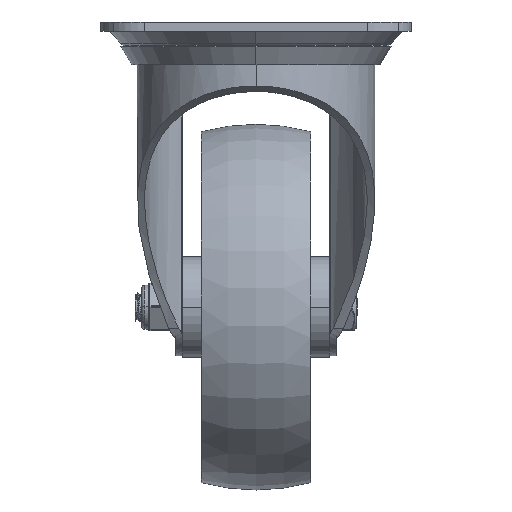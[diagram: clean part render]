
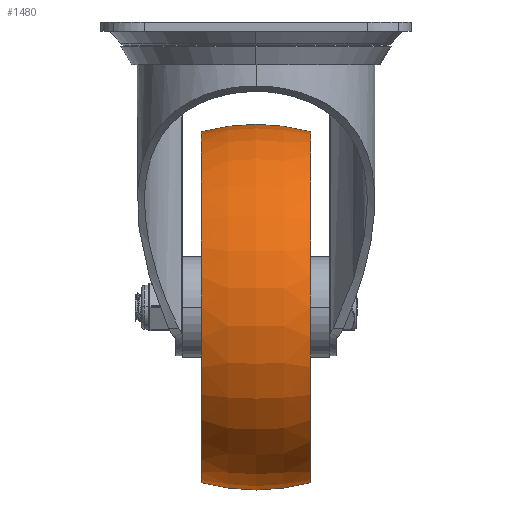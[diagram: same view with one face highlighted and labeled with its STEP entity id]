
A CAD part, left-side view. The second image highlights one B-rep face of the part: STEP entity #1480.
In plain terms, the highlighted toroidal (fillet/blend) face has major radius 7.25 mm and minor radius 57.25 mm.
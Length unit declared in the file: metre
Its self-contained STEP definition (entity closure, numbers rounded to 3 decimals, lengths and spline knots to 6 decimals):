
#1480=ADVANCED_FACE('11:113972',(#2382),#2383,.T.);
#2382=FACE_OUTER_BOUND('',#4156,.T.);
#2383=TOROIDAL_SURFACE('',#4157,-0.00725,0.05725);
#4156=EDGE_LOOP('',(#11454,#11455,#11456,#11457,#11458,#11459));
#4157=AXIS2_PLACEMENT_3D('',#11460,#11461,#11462);
#11454=ORIENTED_EDGE('',*,*,#15229,.F.);
#11455=ORIENTED_EDGE('',*,*,#15230,.T.);
#11456=ORIENTED_EDGE('',*,*,#15231,.T.);
#11457=ORIENTED_EDGE('',*,*,#15232,.F.);
#11458=ORIENTED_EDGE('',*,*,#15233,.F.);
#11459=ORIENTED_EDGE('',*,*,#15234,.F.);
#11460=CARTESIAN_POINT('',(0.,0.0,0.0));
#11461=DIRECTION('',(0.,1.0,0.0));
#11462=DIRECTION('',(0.0,0.0,-1.0));
#15229=EDGE_CURVE('',#17029,#17030,#17031,.T.);
#15230=EDGE_CURVE('11:114032',#17029,#17032,#17033,.T.);
#15231=EDGE_CURVE('11:114032',#17032,#17034,#17035,.T.);
#15232=EDGE_CURVE('',#17036,#17034,#17037,.T.);
#15233=EDGE_CURVE('11:114035',#17038,#17036,#17039,.T.);
#15234=EDGE_CURVE('11:114035',#17030,#17038,#17040,.T.);
#17029=VERTEX_POINT('',#20218);
#17030=VERTEX_POINT('',#20219);
#17031=CIRCLE('',#20220,0.05725);
#17032=VERTEX_POINT('',#20221);
#17033=CIRCLE('',#20222,0.048);
#17034=VERTEX_POINT('',#20223);
#17035=CIRCLE('',#20224,0.048);
#17036=VERTEX_POINT('',#20225);
#17037=CIRCLE('',#20226,0.05725);
#17038=VERTEX_POINT('',#20227);
#17039=CIRCLE('',#20228,0.048);
#17040=CIRCLE('',#20229,0.048);
#20218=CARTESIAN_POINT('',(0.,-0.015,-0.048));
#20219=CARTESIAN_POINT('',(0.,0.015,-0.048));
#20220=AXIS2_PLACEMENT_3D('',#25473,#25474,#25475);
#20221=CARTESIAN_POINT('',(-0.048,-0.015,0.0));
#20222=AXIS2_PLACEMENT_3D('',#25476,#25477,#25478);
#20223=CARTESIAN_POINT('',(0.,-0.015,0.048));
#20224=AXIS2_PLACEMENT_3D('',#25479,#25480,#25481);
#20225=CARTESIAN_POINT('',(0.,0.015,0.048));
#20226=AXIS2_PLACEMENT_3D('',#25482,#25483,#25484);
#20227=CARTESIAN_POINT('',(-0.048,0.015,0.0));
#20228=AXIS2_PLACEMENT_3D('',#25485,#25486,#25487);
#20229=AXIS2_PLACEMENT_3D('',#25488,#25489,#25490);
#25473=CARTESIAN_POINT('',(0.,0.,0.00725));
#25474=DIRECTION('',(1.0,0.,0.));
#25475=DIRECTION('',(0.,0.,-1.0));
#25476=CARTESIAN_POINT('',(0.,-0.015,0.0));
#25477=DIRECTION('',(0.,1.0,0.0));
#25478=DIRECTION('',(-1.0,0.,0.0));
#25479=CARTESIAN_POINT('',(0.,-0.015,0.0));
#25480=DIRECTION('',(0.,1.0,0.0));
#25481=DIRECTION('',(-1.0,0.,0.0));
#25482=CARTESIAN_POINT('',(0.,0.,-0.00725));
#25483=DIRECTION('',(1.0,0.,0.));
#25484=DIRECTION('',(0.,0.,1.0));
#25485=CARTESIAN_POINT('',(0.,0.015,0.0));
#25486=DIRECTION('',(0.,1.0,0.0));
#25487=DIRECTION('',(-1.0,0.,0.0));
#25488=CARTESIAN_POINT('',(0.,0.015,0.0));
#25489=DIRECTION('',(0.,1.0,0.0));
#25490=DIRECTION('',(-1.0,0.,0.0));
